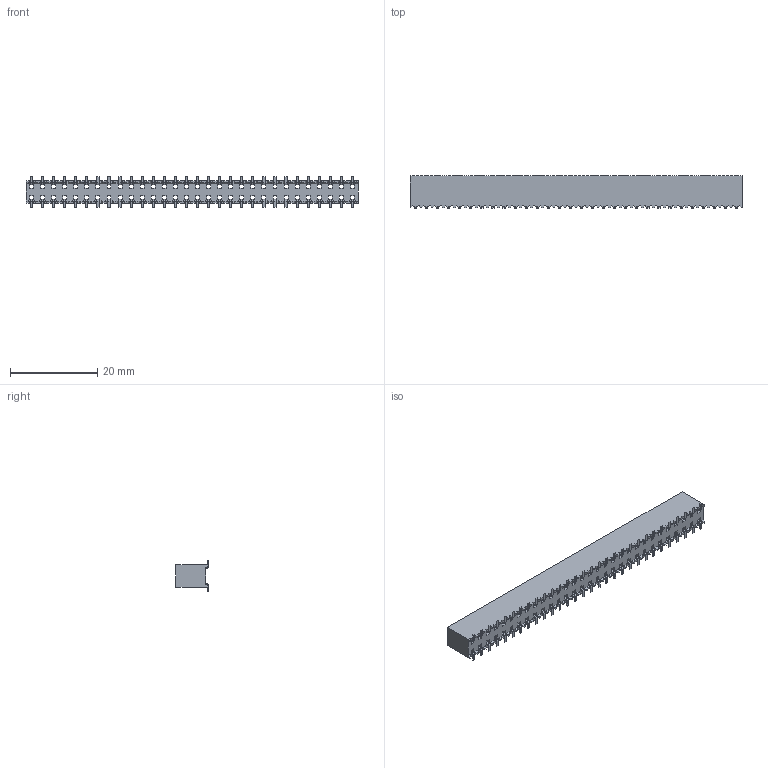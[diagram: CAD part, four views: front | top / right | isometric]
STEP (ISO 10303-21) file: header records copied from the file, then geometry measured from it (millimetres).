
FILE_DESCRIPTION( ( 'STEP AP203' ), '1' );
FILE_NAME( 'SSM-130-L-DV.stp', '2021-12-22T17:56:09', ( 'License CC BY-ND 4.0' ), ( 'CADENAS' ), ' ', 'PARTsolutions', ' ' );
FILE_SCHEMA( ( 'CONFIG_CONTROL_DESIGN' ) );
Length unit declared in the file: inch
Products named in the file (3): SSM-130-L-DV; _SSM-130-L-DV_body; _C-137-0130
Assembly tree (2 placements, depth 2):
  SSM-130-L-DV
    _SSM-130-L-DV_body
    _C-137-0130
Bounding box: 76.2 x 7.42 x 7.04 mm (x, y, z)
Volume: 2334.2 mm3; surface area: 4019.9 mm2
Topology: 2 solids, 2 shells, 1445 faces, 4320 edges, 2880 vertices
Faces by surface type: plane 1325, cylinder 120
Entity records: 48274 total; most frequent: CARTESIAN_POINT 8648, ORIENTED_EDGE 8640, DIRECTION 7456, EDGE_CURVE 4320, LINE 4080, VECTOR 4080, VERTEX_POINT 2880, AXIS2_PLACEMENT_3D 1688
